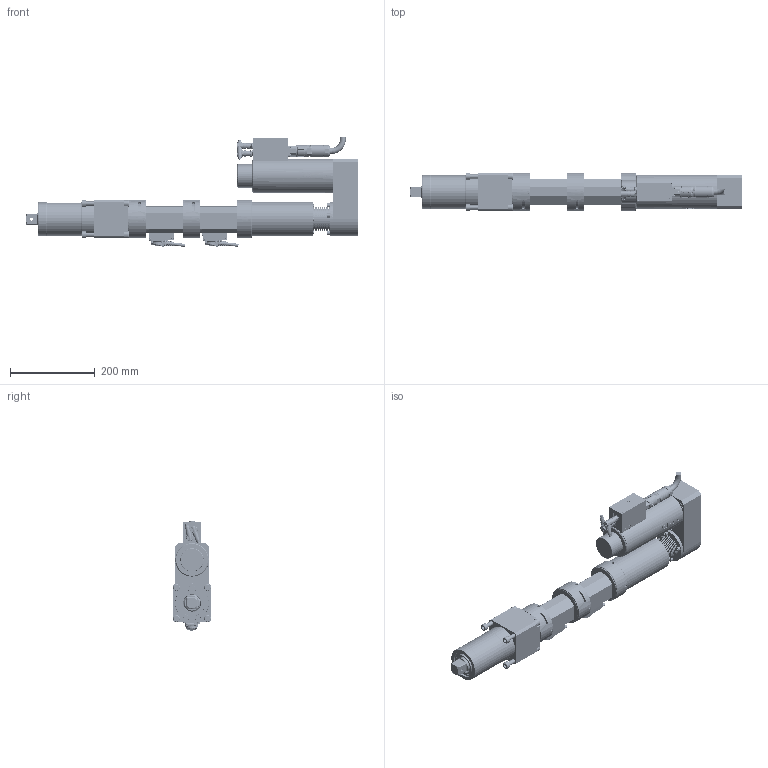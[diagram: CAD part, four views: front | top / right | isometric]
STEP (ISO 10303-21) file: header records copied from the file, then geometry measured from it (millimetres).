
FILE_DESCRIPTION(/* description */ (''),/* implementation_level */ '2;1');
FILE_NAME(/* name */ '4BDU660T2S-A_IAM_001.iam.step',/* time_stamp */ '2021-07-21T07:57:18+02:00',/* author */ ('cideon'),/* organization */ (''),/* preprocessor_version */ 'ST-DEVELOPER v17.2',/* originating_system */ 'Autodesk Inventor 2019',/* authorisation */ '');
FILE_SCHEMA (('AUTOMOTIVE_DESIGN { 1 0 10303 214 3 1 1 }'));
Products named in the file (1): Bauteil5
Bounding box: 785.6 x 91.49 x 259.75 mm (x, y, z)
Volume: 4006587.4 mm3; surface area: 802831.3 mm2
Topology: 4 solids, 13 shells, 7188 faces, 20786 edges, 13683 vertices
Faces by surface type: plane 4113, cylinder 1800, cone 597, bspline 359, torus 301, sphere 18
Full cylindrical faces by diameter (mm): 0.434 x4, 0.6 x32, 1.4 x2, 1.6 x2, 1.7 x4, 1.83 x4, 2.1 x4, 2.5 x12, 3 x8, 3.2 x4, 3.3 x8, 3.85 x1, 4 x3, 4.02 x4, 5 x25, 5.1 x1, 5.5 x20, 5.9 x2, 6 x20, 6.3 x2, 6.6 x6, 6.7 x1, 6.8 x4, 7 x10, 7.3 x2, 8.5 x4, 8.7 x2, 9 x3, 10 x20, 11 x8
Entity records: 302787 total; most frequent: CARTESIAN_POINT 109399, ORIENTED_EDGE 41498, DIRECTION 39028, EDGE_CURVE 20758, AXIS2_PLACEMENT_3D 14808, VERTEX_POINT 13683, LINE 9412, VECTOR 9412
